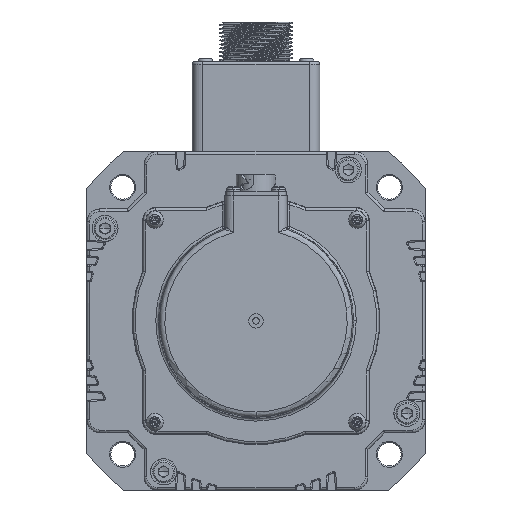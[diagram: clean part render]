
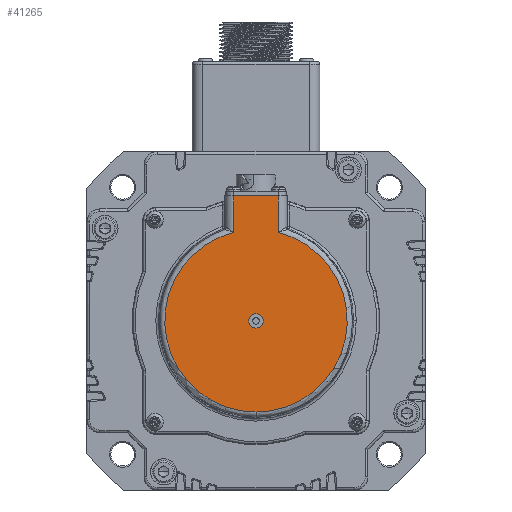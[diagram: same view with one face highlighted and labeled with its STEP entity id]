
A CAD part, front view. The second image highlights one B-rep face of the part: STEP entity #41265.
In plain terms, the highlighted planar face has unit normal (0, -1, 0).
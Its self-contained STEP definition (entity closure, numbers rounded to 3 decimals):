
#40672=CARTESIAN_POINT('',(8.617,-19.5,-31.02));
#40673=VERTEX_POINT('',#40672);
#40728=CARTESIAN_POINT('',(0.,-19.5,-100.056));
#40729=VERTEX_POINT('',#40728);
#40730=CARTESIAN_POINT('',(0.,-19.5,-65.));
#40731=DIRECTION('',(0.246,0.,0.969));
#40732=DIRECTION('',(0.,1.,0.));
#40733=AXIS2_PLACEMENT_3D('',#40730,#40732,#40731);
#40734=CIRCLE('',#40733,35.056);
#40735=EDGE_CURVE('',#40673,#40729,#40734,.T.);
#40756=CARTESIAN_POINT('',(-8.617,-19.5,-31.02));
#40757=VERTEX_POINT('',#40756);
#40758=CARTESIAN_POINT('',(0.,-19.5,-65.));
#40759=DIRECTION('',(0.,0.,-1.));
#40760=DIRECTION('',(0.,1.,0.));
#40761=AXIS2_PLACEMENT_3D('',#40758,#40760,#40759);
#40762=CIRCLE('',#40761,35.056);
#40763=EDGE_CURVE('',#40729,#40757,#40762,.T.);
#40796=CARTESIAN_POINT('',(0.,-19.5,-62.25));
#40797=VERTEX_POINT('',#40796);
#40804=CARTESIAN_POINT('',(0.,-19.5,-65.));
#40805=DIRECTION('',(0.,-0.,1.));
#40806=DIRECTION('',(-0.,-1.,0.));
#40807=AXIS2_PLACEMENT_3D('',#40804,#40806,#40805);
#40808=CIRCLE('',#40807,2.75);
#40809=EDGE_CURVE('',#40797,#40797,#40808,.T.);
#41210=CARTESIAN_POINT('',(8.617,-19.5,-17.));
#41211=VERTEX_POINT('',#41210);
#41212=CARTESIAN_POINT('',(8.617,-19.5,-17.));
#41213=DIRECTION('',(0.,0.,-1.));
#41214=VECTOR('',#41213,14.02);
#41215=LINE('',#41212,#41214);
#41216=EDGE_CURVE('',#41211,#40673,#41215,.T.);
#41238=CARTESIAN_POINT('',(0.,-19.5,-65.));
#41239=DIRECTION('',(0.,0.,-1.));
#41240=DIRECTION('',(0.,-1.,0.));
#41241=AXIS2_PLACEMENT_3D('',#41238,#41240,#41239);
#41242=PLANE('',#41241);
#41243=ORIENTED_EDGE('',*,*,#40763,.F.);
#41244=ORIENTED_EDGE('',*,*,#40735,.F.);
#41245=ORIENTED_EDGE('',*,*,#41216,.F.);
#41246=CARTESIAN_POINT('',(-8.617,-19.5,-17.));
#41247=VERTEX_POINT('',#41246);
#41248=CARTESIAN_POINT('',(8.617,-19.5,-17.));
#41249=DIRECTION('',(-1.,0.,0.));
#41250=VECTOR('',#41249,17.234);
#41251=LINE('',#41248,#41250);
#41252=EDGE_CURVE('',#41211,#41247,#41251,.T.);
#41253=ORIENTED_EDGE('',*,*,#41252,.T.);
#41254=CARTESIAN_POINT('',(-8.617,-19.5,-17.));
#41255=DIRECTION('',(0.,0.,-1.));
#41256=VECTOR('',#41255,14.02);
#41257=LINE('',#41254,#41256);
#41258=EDGE_CURVE('',#41247,#40757,#41257,.T.);
#41259=ORIENTED_EDGE('',*,*,#41258,.T.);
#41260=EDGE_LOOP('',(#41243,#41244,#41245,#41253,#41259));
#41261=FACE_OUTER_BOUND('',#41260,.T.);
#41262=ORIENTED_EDGE('',*,*,#40809,.F.);
#41263=EDGE_LOOP('',(#41262));
#41264=FACE_BOUND('',#41263,.T.);
#41265=ADVANCED_FACE('',(#41261,#41264),#41242,.T.);
